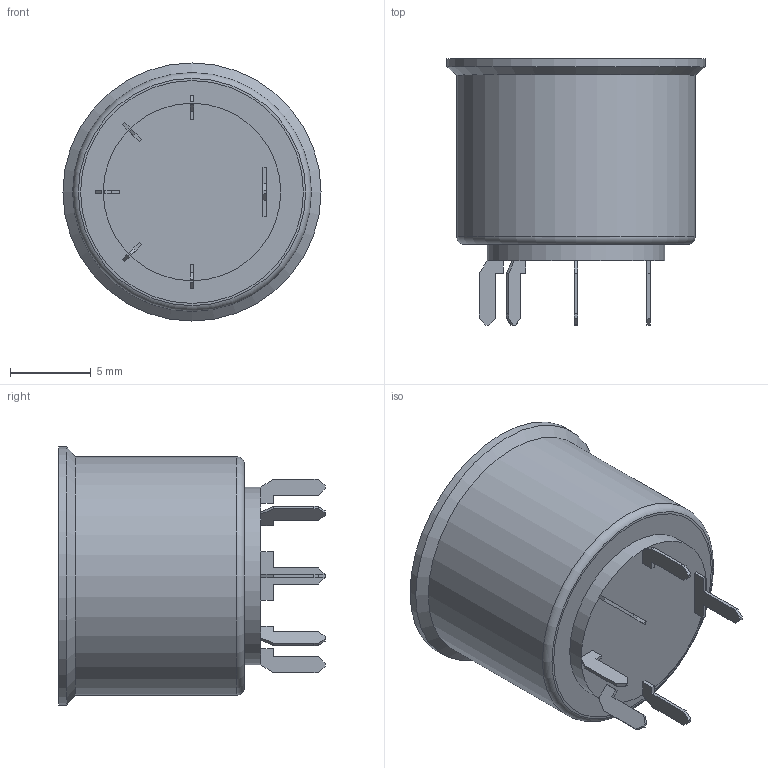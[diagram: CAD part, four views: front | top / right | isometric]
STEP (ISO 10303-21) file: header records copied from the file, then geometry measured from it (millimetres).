
FILE_DESCRIPTION(/* description */ (''),/* implementation_level */ '2;1');
FILE_NAME(/* name */ 'MIDI DIN 5 v7.step',/* time_stamp */ '2018-09-22T15:28:17+01:00',/* author */ (''),/* organization */ (''),/* preprocessor_version */ 'ST-DEVELOPER v17.2',/* originating_system */ 'Autodesk Translation Framework v7.6.0.251',/* authorisation */ '');
FILE_SCHEMA (('AUTOMOTIVE_DESIGN { 1 0 10303 214 3 1 1 }'));
Length unit declared in the file: millimetre
Products named in the file (1): MIDI DIN 5
Bounding box: 16 x 16.5 x 16 mm (x, y, z)
Volume: 1283 mm3; surface area: 2537.8 mm2
Topology: 9 solids, 9 shells, 139 faces, 369 edges, 248 vertices
Faces by surface type: plane 117, cylinder 16, torus 3, cone 3
Full cylindrical faces by diameter (mm): 11 x1, 13.775 x1, 14.8 x2, 16 x1
Entity records: 4330 total; most frequent: CARTESIAN_POINT 756, ORIENTED_EDGE 736, DIRECTION 700, EDGE_CURVE 368, LINE 316, VECTOR 316, VERTEX_POINT 248, AXIS2_PLACEMENT_3D 192
